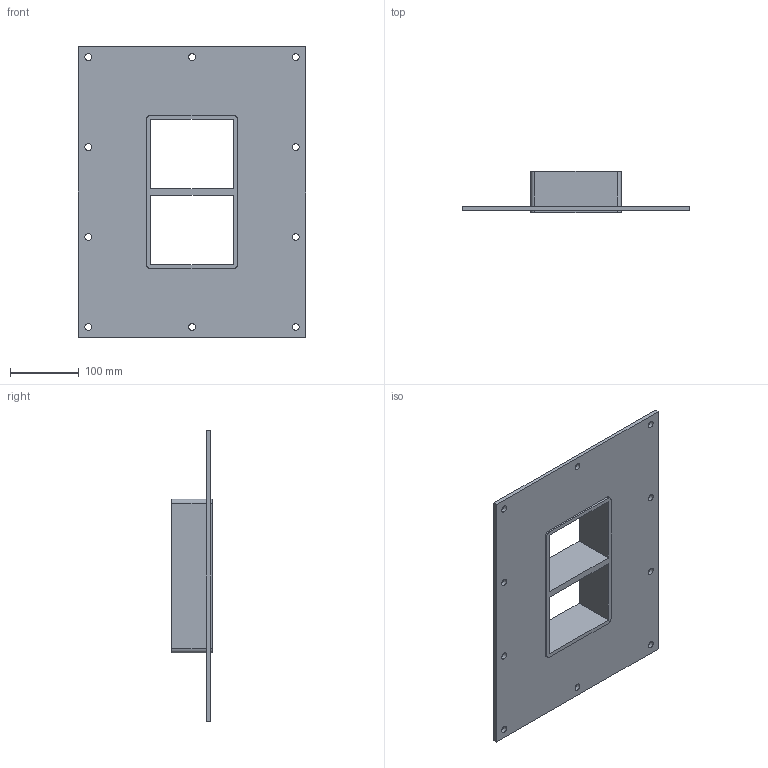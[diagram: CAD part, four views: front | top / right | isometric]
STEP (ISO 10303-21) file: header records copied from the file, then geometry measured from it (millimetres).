
FILE_DESCRIPTION((''),'2;1');
FILE_NAME('GHFL1002+2X1.stp','2014-04-28T09:55:47',(''),(''),'Autodesk Inventor 2013','Autodesk Inventor 2013','');
FILE_SCHEMA(('AUTOMOTIVE_DESIGN { 1 0 10303 214 1 1 1 1 }'));
Length unit declared in the file: millimetre
Products named in the file (1): GH FL100_ISO
Bounding box: 332.5 x 60 x 424 mm (x, y, z)
Volume: 981758.9 mm3; surface area: 333775.9 mm2
Topology: 1 solids, 1 shells, 42 faces, 124 edges, 86 vertices
Faces by surface type: plane 24, cylinder 18
Full cylindrical faces by diameter (mm): 10 x10
Entity records: 1358 total; most frequent: DIRECTION 226, CARTESIAN_POINT 223, ORIENTED_EDGE 208, EDGE_CURVE 104, AXIS2_PLACEMENT_3D 79, EDGE_LOOP 78, VERTEX_POINT 76, VECTOR 68
